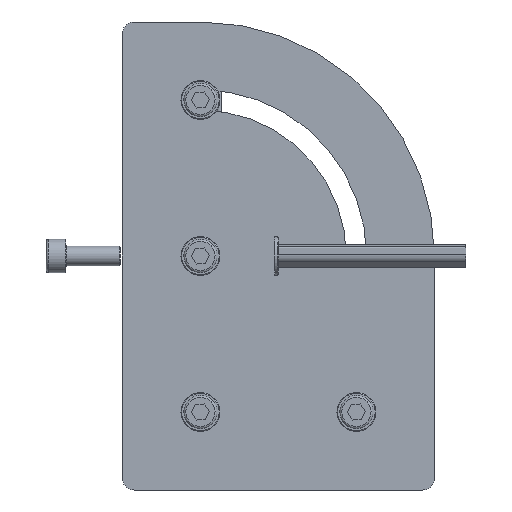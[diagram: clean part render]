
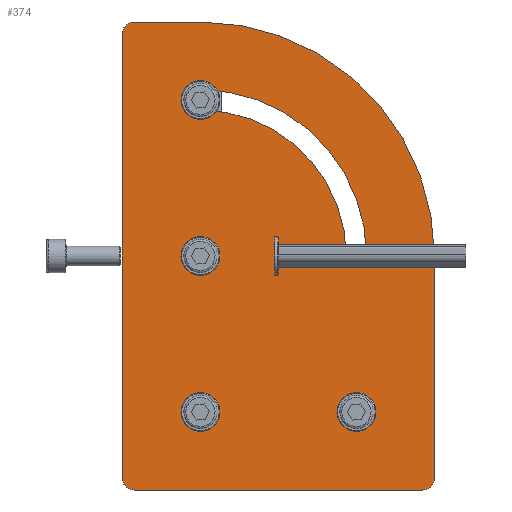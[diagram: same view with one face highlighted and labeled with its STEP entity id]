
A CAD part, front view. The second image highlights one B-rep face of the part: STEP entity #374.
In plain terms, the highlighted planar face has unit normal (0, -1, 0).
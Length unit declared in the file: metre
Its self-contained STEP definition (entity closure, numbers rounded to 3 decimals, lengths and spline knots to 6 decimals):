
#374 = ADVANCED_FACE( '', ( #597, #598, #599, #600, #601 ), #602, .F. );
#597 = FACE_BOUND( '', #864, .T. );
#598 = FACE_BOUND( '', #865, .T. );
#599 = FACE_BOUND( '', #866, .T. );
#600 = FACE_BOUND( '', #867, .T. );
#601 = FACE_OUTER_BOUND( '', #868, .T. );
#602 = PLANE( '', #869 );
#864 = EDGE_LOOP( '', ( #1187, #1188, #1189, #1190 ) );
#865 = EDGE_LOOP( '', ( #1191 ) );
#866 = EDGE_LOOP( '', ( #1192 ) );
#867 = EDGE_LOOP( '', ( #1193 ) );
#868 = EDGE_LOOP( '', ( #1194, #1195, #1196, #1197, #1198, #1199, #1200, #1201 ) );
#869 = AXIS2_PLACEMENT_3D( '', #1202, #1203, #1204 );
#1187 = ORIENTED_EDGE( '', *, *, #1915, .T. );
#1188 = ORIENTED_EDGE( '', *, *, #1916, .F. );
#1189 = ORIENTED_EDGE( '', *, *, #1917, .T. );
#1190 = ORIENTED_EDGE( '', *, *, #1918, .F. );
#1191 = ORIENTED_EDGE( '', *, *, #1919, .F. );
#1192 = ORIENTED_EDGE( '', *, *, #1920, .F. );
#1193 = ORIENTED_EDGE( '', *, *, #1921, .F. );
#1194 = ORIENTED_EDGE( '', *, *, #1912, .T. );
#1195 = ORIENTED_EDGE( '', *, *, #1922, .T. );
#1196 = ORIENTED_EDGE( '', *, *, #1923, .T. );
#1197 = ORIENTED_EDGE( '', *, *, #1924, .T. );
#1198 = ORIENTED_EDGE( '', *, *, #1925, .T. );
#1199 = ORIENTED_EDGE( '', *, *, #1926, .T. );
#1200 = ORIENTED_EDGE( '', *, *, #1909, .T. );
#1201 = ORIENTED_EDGE( '', *, *, #1914, .T. );
#1202 = CARTESIAN_POINT( '', ( -0.04, 0., 0.06 ) );
#1203 = DIRECTION( '', ( 0., 1., 0. ) );
#1204 = DIRECTION( '', ( 0., 0., 1. ) );
#1909 = EDGE_CURVE( '', #2172, #2170, #2173, .F. );
#1912 = EDGE_CURVE( '', #2177, #2175, #2178, .T. );
#1914 = EDGE_CURVE( '', #2170, #2177, #2180, .T. );
#1915 = EDGE_CURVE( '', #2181, #2182, #2183, .T. );
#1916 = EDGE_CURVE( '', #2184, #2182, #2185, .T. );
#1917 = EDGE_CURVE( '', #2184, #2186, #2187, .T. );
#1918 = EDGE_CURVE( '', #2181, #2186, #2188, .T. );
#1919 = EDGE_CURVE( '', #2189, #2189, #2190, .T. );
#1920 = EDGE_CURVE( '', #2191, #2191, #2192, .T. );
#1921 = EDGE_CURVE( '', #2193, #2193, #2194, .T. );
#1922 = EDGE_CURVE( '', #2175, #2195, #2196, .T. );
#1923 = EDGE_CURVE( '', #2195, #2197, #2198, .F. );
#1924 = EDGE_CURVE( '', #2197, #2199, #2200, .T. );
#1925 = EDGE_CURVE( '', #2199, #2201, #2202, .F. );
#1926 = EDGE_CURVE( '', #2201, #2172, #2203, .T. );
#2170 = VERTEX_POINT( '', #2523 );
#2172 = VERTEX_POINT( '', #2526 );
#2173 = CIRCLE( '', #2527, 0.003 );
#2175 = VERTEX_POINT( '', #2530 );
#2177 = VERTEX_POINT( '', #2533 );
#2178 = CIRCLE( '', #2534, 0.06 );
#2180 = LINE( '', #2537, #2538 );
#2181 = VERTEX_POINT( '', #2539 );
#2182 = VERTEX_POINT( '', #2540 );
#2183 = CIRCLE( '', #2541, 0.0426 );
#2184 = VERTEX_POINT( '', #2542 );
#2185 = CIRCLE( '', #2543, 0.0026 );
#2186 = VERTEX_POINT( '', #2544 );
#2187 = CIRCLE( '', #2545, 0.0374 );
#2188 = CIRCLE( '', #2546, 0.0026 );
#2189 = VERTEX_POINT( '', #2547 );
#2190 = CIRCLE( '', #2548, 0.0026 );
#2191 = VERTEX_POINT( '', #2549 );
#2192 = CIRCLE( '', #2550, 0.0026 );
#2193 = VERTEX_POINT( '', #2551 );
#2194 = CIRCLE( '', #2552, 0.0026 );
#2195 = VERTEX_POINT( '', #2553 );
#2196 = LINE( '', #2554, #2555 );
#2197 = VERTEX_POINT( '', #2556 );
#2198 = CIRCLE( '', #2557, 0.003 );
#2199 = VERTEX_POINT( '', #2558 );
#2200 = LINE( '', #2559, #2560 );
#2201 = VERTEX_POINT( '', #2561 );
#2202 = CIRCLE( '', #2562, 0.003 );
#2203 = LINE( '', #2563, #2564 );
#2523 = CARTESIAN_POINT( '', ( 0.04, 0., -0.057 ) );
#2526 = CARTESIAN_POINT( '', ( 0.037, 0., -0.06 ) );
#2527 = AXIS2_PLACEMENT_3D( '', #3076, #3077, #3078 );
#2530 = CARTESIAN_POINT( '', ( -0.02, 0., 0.06 ) );
#2533 = CARTESIAN_POINT( '', ( 0.04, 0., 0. ) );
#2534 = AXIS2_PLACEMENT_3D( '', #3081, #3082, #3083 );
#2537 = CARTESIAN_POINT( '', ( 0.04, 0., -0.06 ) );
#2538 = VECTOR( '', #3085, 1. );
#2539 = CARTESIAN_POINT( '', ( -0.02, 0., 0.0426 ) );
#2540 = CARTESIAN_POINT( '', ( 0.0226, 0., 0. ) );
#2541 = AXIS2_PLACEMENT_3D( '', #3086, #3087, #3088 );
#2542 = CARTESIAN_POINT( '', ( 0.0174, 0., 0. ) );
#2543 = AXIS2_PLACEMENT_3D( '', #3089, #3090, #3091 );
#2544 = CARTESIAN_POINT( '', ( -0.02, 0., 0.0374 ) );
#2545 = AXIS2_PLACEMENT_3D( '', #3092, #3093, #3094 );
#2546 = AXIS2_PLACEMENT_3D( '', #3095, #3096, #3097 );
#2547 = CARTESIAN_POINT( '', ( -0.0174, 0., -0.04 ) );
#2548 = AXIS2_PLACEMENT_3D( '', #3098, #3099, #3100 );
#2549 = CARTESIAN_POINT( '', ( -0.0174, 0., 0. ) );
#2550 = AXIS2_PLACEMENT_3D( '', #3101, #3102, #3103 );
#2551 = CARTESIAN_POINT( '', ( 0.0226, 0., -0.04 ) );
#2552 = AXIS2_PLACEMENT_3D( '', #3104, #3105, #3106 );
#2553 = CARTESIAN_POINT( '', ( -0.037, 0., 0.06 ) );
#2554 = CARTESIAN_POINT( '', ( 0.04, 0., 0.06 ) );
#2555 = VECTOR( '', #3107, 1. );
#2556 = CARTESIAN_POINT( '', ( -0.04, 0., 0.057 ) );
#2557 = AXIS2_PLACEMENT_3D( '', #3108, #3109, #3110 );
#2558 = CARTESIAN_POINT( '', ( -0.04, 0., -0.057 ) );
#2559 = CARTESIAN_POINT( '', ( -0.04, 0., 0.06 ) );
#2560 = VECTOR( '', #3111, 1. );
#2561 = CARTESIAN_POINT( '', ( -0.037, 0., -0.06 ) );
#2562 = AXIS2_PLACEMENT_3D( '', #3112, #3113, #3114 );
#2563 = CARTESIAN_POINT( '', ( -0.04, 0., -0.06 ) );
#2564 = VECTOR( '', #3115, 1. );
#3076 = CARTESIAN_POINT( '', ( 0.037, 0., -0.057 ) );
#3077 = DIRECTION( '', ( 0., 1., 0. ) );
#3078 = DIRECTION( '', ( 0., 0., 1. ) );
#3081 = CARTESIAN_POINT( '', ( -0.02, 0., 0. ) );
#3082 = DIRECTION( '', ( 0., -1., 0. ) );
#3083 = DIRECTION( '', ( -1., 0., 0. ) );
#3085 = DIRECTION( '', ( 0., 0., 1. ) );
#3086 = CARTESIAN_POINT( '', ( -0.02, 0., 0. ) );
#3087 = DIRECTION( '', ( 0., 1., 0. ) );
#3088 = DIRECTION( '', ( -1., 0., 0. ) );
#3089 = CARTESIAN_POINT( '', ( 0.02, 0., 0. ) );
#3090 = DIRECTION( '', ( 0., -1., 0. ) );
#3091 = DIRECTION( '', ( 1., 0., 0. ) );
#3092 = CARTESIAN_POINT( '', ( -0.02, 0., 0. ) );
#3093 = DIRECTION( '', ( 0., -1., 0. ) );
#3094 = DIRECTION( '', ( -1., 0., 0. ) );
#3095 = CARTESIAN_POINT( '', ( -0.02, 0., 0.04 ) );
#3096 = DIRECTION( '', ( 0., -1., 0. ) );
#3097 = DIRECTION( '', ( 1., 0., 0. ) );
#3098 = CARTESIAN_POINT( '', ( -0.02, 0., -0.04 ) );
#3099 = DIRECTION( '', ( 0., -1., 0. ) );
#3100 = DIRECTION( '', ( 1., 0., 0. ) );
#3101 = CARTESIAN_POINT( '', ( -0.02, 0., 0. ) );
#3102 = DIRECTION( '', ( 0., -1., 0. ) );
#3103 = DIRECTION( '', ( 1., 0., 0. ) );
#3104 = CARTESIAN_POINT( '', ( 0.02, 0., -0.04 ) );
#3105 = DIRECTION( '', ( 0., -1., 0. ) );
#3106 = DIRECTION( '', ( 1., 0., 0. ) );
#3107 = DIRECTION( '', ( -1., 0., 0. ) );
#3108 = CARTESIAN_POINT( '', ( -0.037, 0., 0.057 ) );
#3109 = DIRECTION( '', ( 0., 1., 0. ) );
#3110 = DIRECTION( '', ( 0., 0., 1. ) );
#3111 = DIRECTION( '', ( 0., 0., -1. ) );
#3112 = CARTESIAN_POINT( '', ( -0.037, 0., -0.057 ) );
#3113 = DIRECTION( '', ( 0., 1., 0. ) );
#3114 = DIRECTION( '', ( 0., 0., 1. ) );
#3115 = DIRECTION( '', ( 1., 0., 0. ) );
